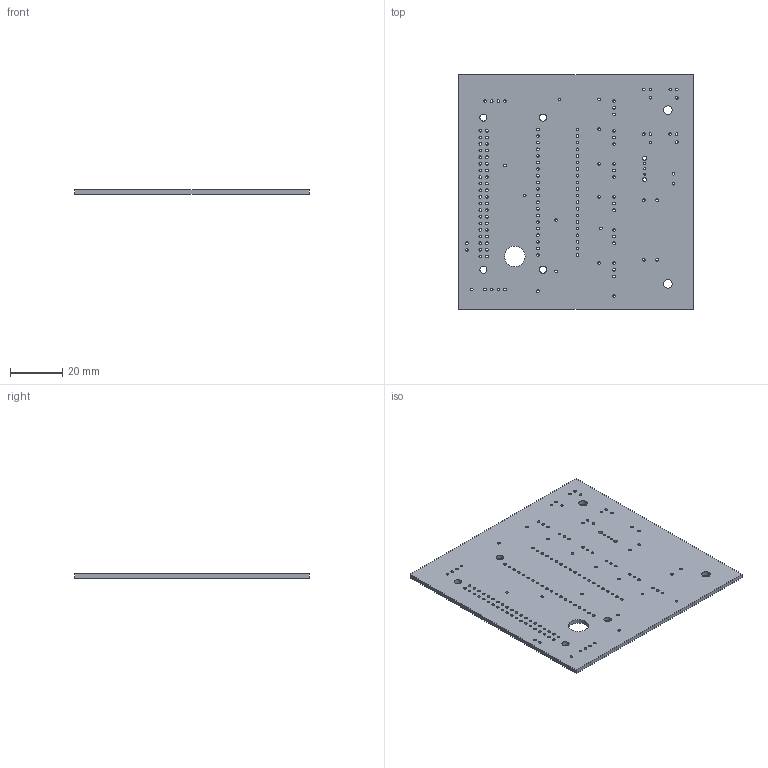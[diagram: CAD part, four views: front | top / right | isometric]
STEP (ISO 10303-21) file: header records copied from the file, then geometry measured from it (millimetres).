
FILE_DESCRIPTION(('KiCad electronic assembly'),'2;1');
FILE_NAME('expansion-board-stm.step','2023-04-26T17:16:37',('Pcbnew'),( 'Kicad'),'Open CASCADE STEP processor 7.5','KiCad to STEP converter' ,'Unknown');
FILE_SCHEMA(('AUTOMOTIVE_DESIGN { 1 0 10303 214 1 1 1 1 }'));
Length unit declared in the file: millimetre
Products named in the file (2): expansion-board-stm 1; expansion-board-stm PCB
Assembly tree (1 placements, depth 2):
  expansion-board-stm 1
    expansion-board-stm PCB
Bounding box: 90.17 x 90.17 x 1.6 mm (x, y, z)
Volume: 12681.2 mm3; surface area: 17287.6 mm2
Topology: 1 solids, 1 shells, 158 faces, 468 edges, 312 vertices
Faces by surface type: cylinder 152, plane 6
Full cylindrical faces by diameter (mm): 0.8 x3, 1 x140, 1.5 x2, 2.75 x4, 3.3 x2, 7.9 x1
Entity records: 13127 total; most frequent: CARTESIAN_POINT 3700, DIRECTION 1724, ORIENTED_EDGE 936, PCURVE 936, DEFINITIONAL_REPRESENTATION 936, LINE 796, VECTOR 796, EDGE_CURVE 468
